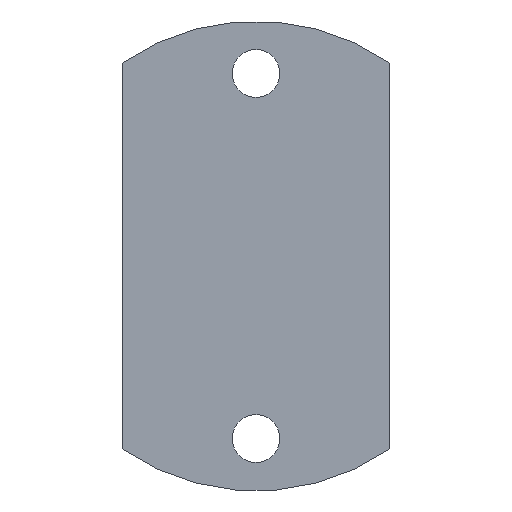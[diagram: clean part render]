
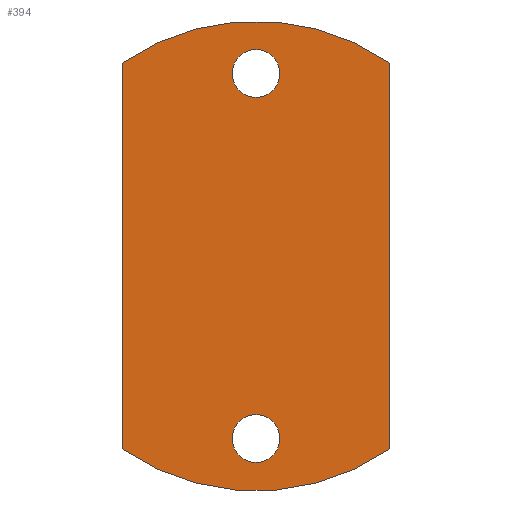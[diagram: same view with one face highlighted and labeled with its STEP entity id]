
A CAD part, left-side view. The second image highlights one B-rep face of the part: STEP entity #394.
In plain terms, the highlighted planar face has unit normal (-1, 0, 0).
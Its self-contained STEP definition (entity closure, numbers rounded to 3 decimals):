
#44=FACE_BOUND($,#172,.T.);
#45=FACE_BOUND($,#173,.T.);
#54=CIRCLE($,#406,4.9);
#56=CIRCLE($,#409,4.9);
#57=CIRCLE($,#411,48.25);
#76=CIRCLE($,#452,48.25);
#120=FACE_OUTER_BOUND($,#171,.T.);
#171=EDGE_LOOP($,(#333,#334,#335,#336));
#172=EDGE_LOOP($,(#337));
#173=EDGE_LOOP($,(#338));
#187=LINE($,#591,#195);
#191=LINE($,#600,#199);
#195=VECTOR($,#465,79.292);
#199=VECTOR($,#471,79.292);
#203=VERTEX_POINT($,#588);
#204=VERTEX_POINT($,#590);
#207=VERTEX_POINT($,#597);
#208=VERTEX_POINT($,#599);
#210=VERTEX_POINT($,#605);
#212=VERTEX_POINT($,#610);
#238=EDGE_CURVE($,#204,#203,#187,.T.);
#242=EDGE_CURVE($,#208,#207,#191,.T.);
#245=EDGE_CURVE($,#210,#210,#54,.T.);
#247=EDGE_CURVE($,#212,#212,#56,.T.);
#248=EDGE_CURVE($,#204,#207,#57,.T.);
#272=EDGE_CURVE($,#208,#203,#76,.T.);
#333=ORIENTED_EDGE($,*,*,#238,.T.);
#334=ORIENTED_EDGE($,*,*,#272,.F.);
#335=ORIENTED_EDGE($,*,*,#242,.T.);
#336=ORIENTED_EDGE($,*,*,#248,.F.);
#337=ORIENTED_EDGE($,*,*,#245,.T.);
#338=ORIENTED_EDGE($,*,*,#247,.T.);
#366=PLANE($,#451);
#394=ADVANCED_FACE($,(#120,#44,#45),#366,.T.);
#406=AXIS2_PLACEMENT_3D($,#606,#477,#478);
#409=AXIS2_PLACEMENT_3D($,#611,#483,#484);
#411=AXIS2_PLACEMENT_3D($,#613,#487,#488);
#451=AXIS2_PLACEMENT_3D($,#1156,#567,#568);
#452=AXIS2_PLACEMENT_3D($,#1157,#569,#570);
#465=DIRECTION($,(0.,0.,1.));
#471=DIRECTION($,(0.,0.,-1.));
#477=DIRECTION('center_axis',(1.,0.,0.));
#478=DIRECTION('ref_axis',(0.,1.,0.));
#483=DIRECTION('center_axis',(1.,0.,0.));
#484=DIRECTION('ref_axis',(0.,1.,0.));
#487=DIRECTION('center_axis',(1.,0.,0.));
#488=DIRECTION('ref_axis',(0.,0.,1.));
#567=DIRECTION('center_axis',(-1.,0.,0.));
#568=DIRECTION('ref_axis',(0.,-1.,0.));
#569=DIRECTION('center_axis',(1.,0.,0.));
#570=DIRECTION('ref_axis',(0.,0.,1.));
#588=CARTESIAN_POINT('',(0.,-27.5,39.646));
#590=CARTESIAN_POINT('',(0.,-27.5,-39.646));
#591=CARTESIAN_POINT($,(0.,-27.5,31.886));
#597=CARTESIAN_POINT('',(0.,27.5,-39.646));
#599=CARTESIAN_POINT('',(0.,27.5,39.646));
#600=CARTESIAN_POINT($,(0.,27.5,-7.761));
#605=CARTESIAN_POINT('',(0.,-4.9,-37.5));
#606=CARTESIAN_POINT('Origin',(0.,0.,
-37.5));
#610=CARTESIAN_POINT('',(0.,-4.9,37.5));
#611=CARTESIAN_POINT('Origin',(0.,0.,
37.5));
#613=CARTESIAN_POINT('Origin',(0.,0.,0.));
#1156=CARTESIAN_POINT('Origin',(0.,0.,
24.125));
#1157=CARTESIAN_POINT('Origin',(0.,0.,0.));
